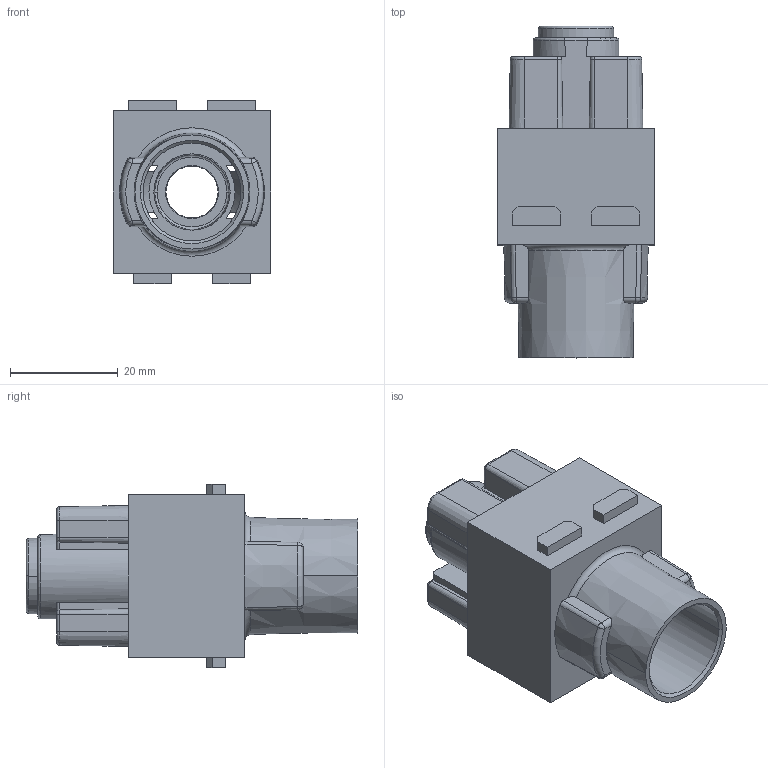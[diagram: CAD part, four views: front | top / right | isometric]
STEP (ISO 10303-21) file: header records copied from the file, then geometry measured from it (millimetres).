
FILE_DESCRIPTION((''),'2;1');
FILE_NAME('FC','2017-05-06T',('tl.yang'),(''),'PRO/ENGINEER BY PARAMETRIC TECHNOLOGY CORPORATION, 2011500','PRO/ENGINEER BY PARAMETRIC TECHNOLOGY CORPORATION, 2011500','');
FILE_SCHEMA(('CONFIG_CONTROL_DESIGN'));
Length unit declared in the file: millimetre
Products named in the file (1): FC
Bounding box: 29.3 x 61.7 x 34.2 mm (x, y, z)
Volume: 22190.3 mm3; surface area: 11340 mm2
Topology: 1 solids, 1 shells, 166 faces, 432 edges, 275 vertices
Faces by surface type: plane 78, cylinder 31, cone 28, torus 13, bspline 12, sphere 4
Entity records: 5455 total; most frequent: CARTESIAN_POINT 1390, ORIENTED_EDGE 864, DIRECTION 814, EDGE_CURVE 432, AXIS2_PLACEMENT_3D 290, VERTEX_POINT 275, VECTOR 234, LINE 234
